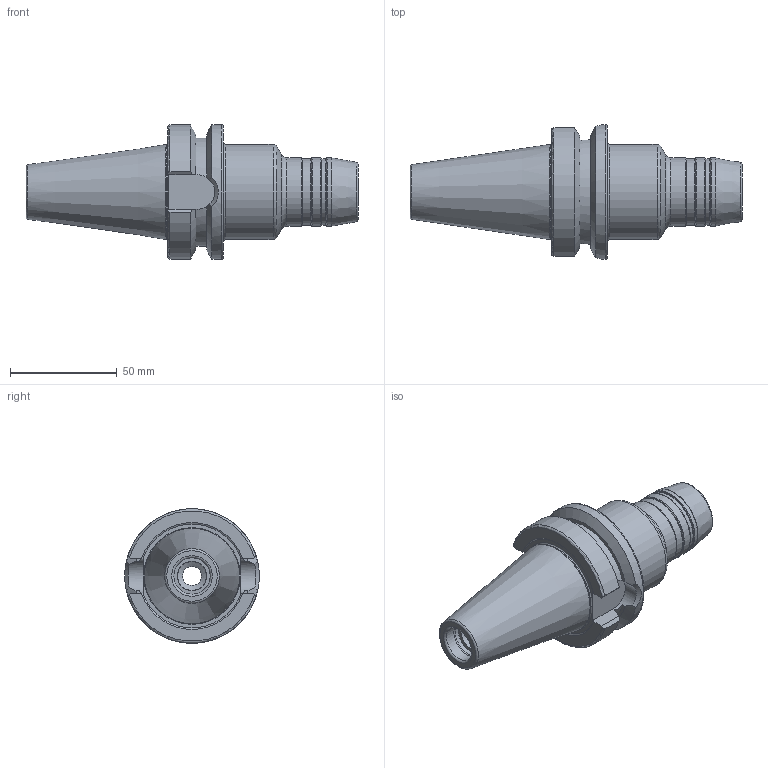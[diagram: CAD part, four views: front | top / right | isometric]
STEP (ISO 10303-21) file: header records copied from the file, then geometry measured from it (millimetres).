
FILE_DESCRIPTION(/* description */ (''),/* implementation_level */ '2;1');
FILE_NAME(/* name */ 'WE026-CBT40-HC12.7-3.54.stp',/* time_stamp */ '2024-02-26T10:14:43+09:00',/* author */ ('SSKT'),/* organization */ (''),/* preprocessor_version */ 'ST-DEVELOPER v19.2',/* originating_system */ 'Autodesk Inventor 2024',/* authorisation */ '');
FILE_SCHEMA (('AUTOMOTIVE_DESIGN { 1 0 10303 214 3 1 1 }'));
Length unit declared in the file: millimetre
Products named in the file (1): CBT40
Bounding box: 155.4 x 63 x 63 mm (x, y, z)
Volume: 184898.7 mm3; surface area: 31301.8 mm2
Topology: 1 solids, 1 shells, 83 faces, 199 edges, 122 vertices
Faces by surface type: plane 24, cylinder 21, torus 19, cone 17, bspline 2
Full cylindrical faces by diameter (mm): 8.917 x1, 12.7 x1, 13.3 x1, 13.5 x1, 13.835 x1, 17 x1, 17.6 x1, 31 x2, 32 x3, 44 x1, 44.5 x1, 63 x1
Entity records: 2629 total; most frequent: CARTESIAN_POINT 658, DIRECTION 426, ORIENTED_EDGE 398, EDGE_CURVE 199, AXIS2_PLACEMENT_3D 178, VERTEX_POINT 122, CIRCLE 96, EDGE_LOOP 89
